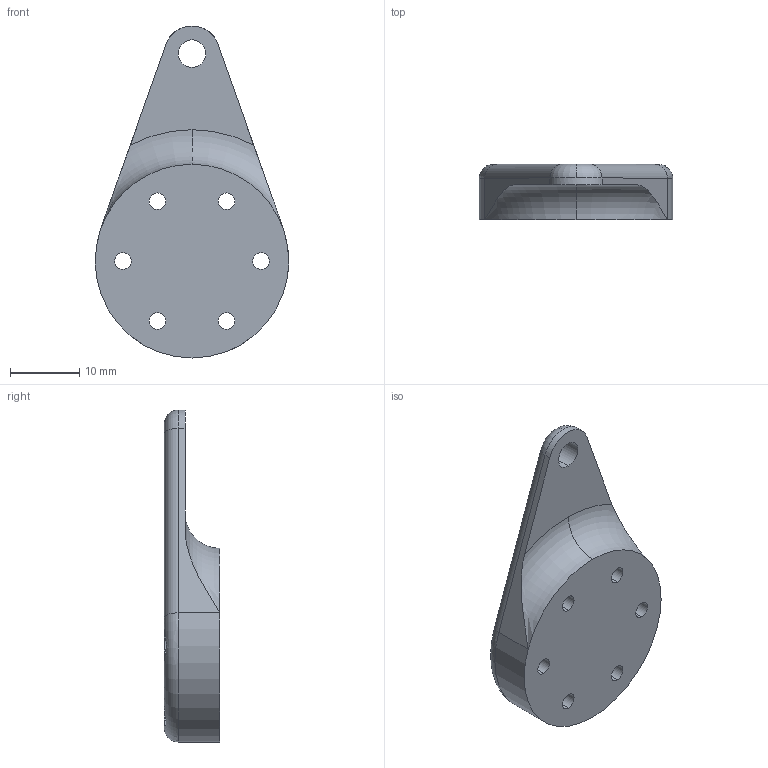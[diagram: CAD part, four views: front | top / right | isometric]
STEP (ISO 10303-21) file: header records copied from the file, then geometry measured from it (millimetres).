
FILE_DESCRIPTION (( 'STEP AP203' ), '1' );
FILE_NAME ('1 DMJ6006电机连接件（加工两个）.STEP', '2024-03-26T06:07:27', ( '' ), ( '' ), 'SwSTEP 2.0', 'SolidWorks 2021', '' );
FILE_SCHEMA (( 'CONFIG_CONTROL_DESIGN' ));
Length unit declared in the file: millimetre
Products named in the file (1): 1 DMJ6006电机连接件（加工两个）
Bounding box: 28 x 8 x 48 mm (x, y, z)
Volume: 5120.3 mm3; surface area: 2993.1 mm2
Topology: 1 solids, 1 shells, 47 faces, 123 edges, 79 vertices
Faces by surface type: cylinder 31, plane 11, torus 5
Entity records: 1670 total; most frequent: CARTESIAN_POINT 348, DIRECTION 289, ORIENTED_EDGE 246, AXIS2_PLACEMENT_3D 126, EDGE_CURVE 123, VERTEX_POINT 79, CIRCLE 78, EDGE_LOOP 62
